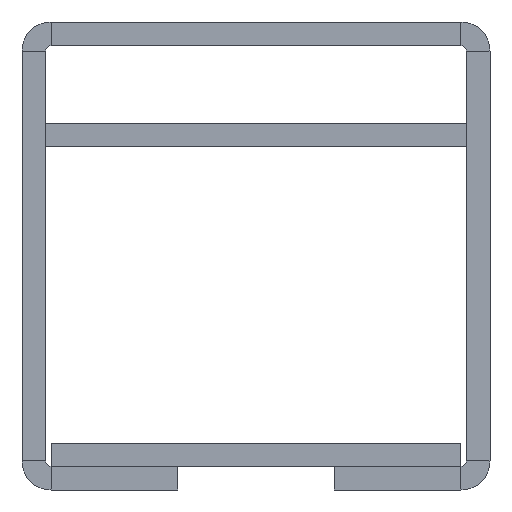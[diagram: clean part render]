
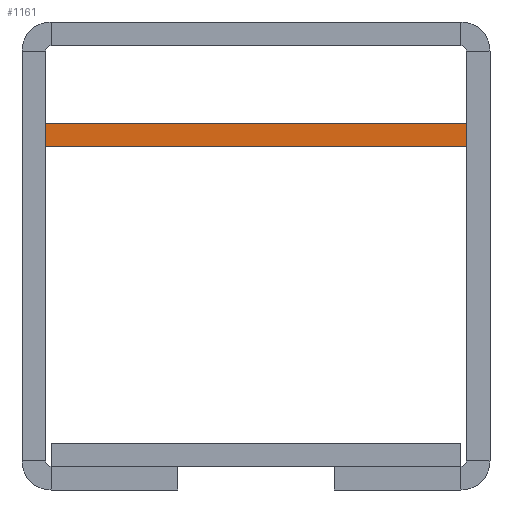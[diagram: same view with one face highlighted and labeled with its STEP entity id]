
A CAD part, front view. The second image highlights one B-rep face of the part: STEP entity #1161.
In plain terms, the highlighted planar face has unit normal (0, -1, 0).
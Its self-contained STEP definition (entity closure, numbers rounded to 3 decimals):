
#8 = ORIENTED_EDGE ( 'NONE', *, *, #1193, .F. ) ;
#38 = LINE ( 'NONE', #1485, #1523 ) ;
#63 = CARTESIAN_POINT ( 'NONE',  ( 3., 80., -13. ) ) ;
#251 = PLANE ( 'NONE',  #884 ) ;
#306 = CARTESIAN_POINT ( 'NONE',  ( 3., 80., -6. ) ) ;
#313 = DIRECTION ( 'NONE',  ( -1., 0., 0. ) ) ;
#329 = DIRECTION ( 'NONE',  ( 0., 0., -1. ) ) ;
#375 = CARTESIAN_POINT ( 'NONE',  ( 57., 80., -16. ) ) ;
#639 = EDGE_LOOP ( 'NONE', ( #2329, #1266, #2139, #8 ) ) ;
#729 = CARTESIAN_POINT ( 'NONE',  ( 57., 80., -6. ) ) ;
#884 = AXIS2_PLACEMENT_3D ( 'NONE', #729, #2052, #2713 ) ;
#885 = VERTEX_POINT ( 'NONE', #1973 ) ;
#892 = LINE ( 'NONE', #2737, #995 ) ;
#995 = VECTOR ( 'NONE', #313, 1000. ) ;
#1161 = ADVANCED_FACE ( 'NONE', ( #1737 ), #251, .F. ) ;
#1193 = EDGE_CURVE ( 'NONE', #885, #1763, #2445, .T. ) ;
#1266 = ORIENTED_EDGE ( 'NONE', *, *, #2085, .T. ) ;
#1391 = VECTOR ( 'NONE', #2524, 1000. ) ;
#1485 = CARTESIAN_POINT ( 'NONE',  ( 57., 80., -16. ) ) ;
#1523 = VECTOR ( 'NONE', #2143, 1000. ) ;
#1642 = VERTEX_POINT ( 'NONE', #63 ) ;
#1737 = FACE_OUTER_BOUND ( 'NONE', #639, .T. ) ;
#1763 = VERTEX_POINT ( 'NONE', #375 ) ;
#1834 = VERTEX_POINT ( 'NONE', #2383 ) ;
#1973 = CARTESIAN_POINT ( 'NONE',  ( 57., 80., -13. ) ) ;
#2052 = DIRECTION ( 'NONE',  ( 0., 1., 0. ) ) ;
#2085 = EDGE_CURVE ( 'NONE', #1642, #1834, #2801, .T. ) ;
#2139 = ORIENTED_EDGE ( 'NONE', *, *, #2512, .T. ) ;
#2143 = DIRECTION ( 'NONE',  ( 1., 0., 0. ) ) ;
#2329 = ORIENTED_EDGE ( 'NONE', *, *, #2407, .T. ) ;
#2383 = CARTESIAN_POINT ( 'NONE',  ( 3., 80., -16. ) ) ;
#2407 = EDGE_CURVE ( 'NONE', #885, #1642, #892, .T. ) ;
#2445 = LINE ( 'NONE', #2725, #1391 ) ;
#2512 = EDGE_CURVE ( 'NONE', #1834, #1763, #38, .T. ) ;
#2524 = DIRECTION ( 'NONE',  ( 0., 0., -1. ) ) ;
#2528 = VECTOR ( 'NONE', #329, 1000. ) ;
#2713 = DIRECTION ( 'NONE',  ( -1., 0., 0. ) ) ;
#2725 = CARTESIAN_POINT ( 'NONE',  ( 57., 80., -6. ) ) ;
#2737 = CARTESIAN_POINT ( 'NONE',  ( 57., 80., -13. ) ) ;
#2801 = LINE ( 'NONE', #306, #2528 ) ;
